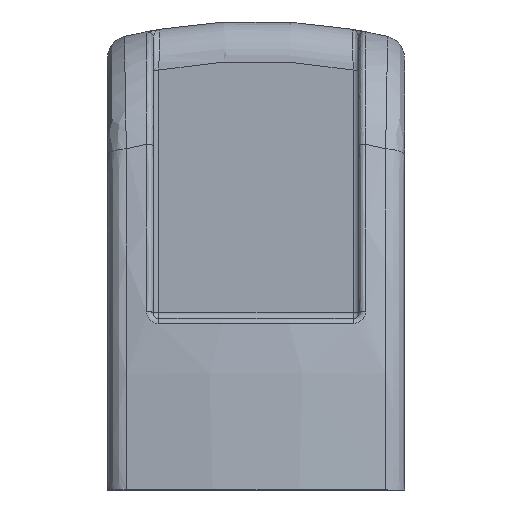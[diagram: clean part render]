
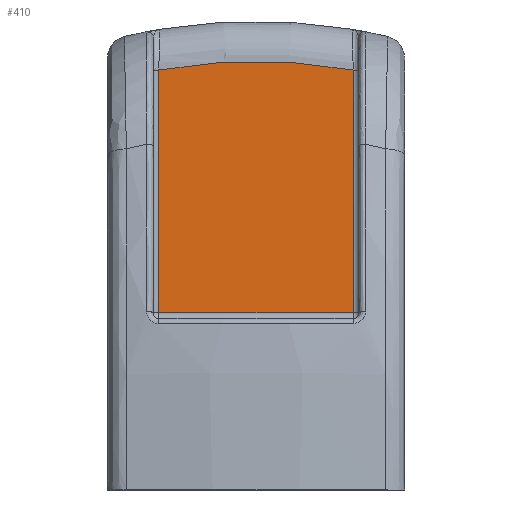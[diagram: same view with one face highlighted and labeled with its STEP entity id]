
A CAD part, left-side view. The second image highlights one B-rep face of the part: STEP entity #410.
In plain terms, the highlighted planar face has unit normal (-1, 0, 0).
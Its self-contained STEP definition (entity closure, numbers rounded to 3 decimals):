
#410 = ADVANCED_FACE( '', ( #843 ), #844, .T. );
#843 = FACE_OUTER_BOUND( '', #5324, .T. );
#844 = PLANE( '', #5325 );
#5324 = EDGE_LOOP( '', ( #6790, #6791, #6792, #6793 ) );
#5325 = AXIS2_PLACEMENT_3D( '', #6794, #6795, #6796 );
#6790 = ORIENTED_EDGE( '', *, *, #7050, .T. );
#6791 = ORIENTED_EDGE( '', *, *, #7329, .T. );
#6792 = ORIENTED_EDGE( '', *, *, #7019, .T. );
#6793 = ORIENTED_EDGE( '', *, *, #7339, .T. );
#6794 = CARTESIAN_POINT( '', ( -50., -9., 79.138 ) );
#6795 = DIRECTION( '', ( -1., 0., 0. ) );
#6796 = DIRECTION( '', ( 0., 0., 1. ) );
#7019 = EDGE_CURVE( '', #7574, #7575, #7576, .T. );
#7050 = EDGE_CURVE( '', #7583, #7628, #7630, .F. );
#7329 = EDGE_CURVE( '', #7628, #7574, #8012, .F. );
#7339 = EDGE_CURVE( '', #7575, #7583, #8022, .T. );
#7574 = VERTEX_POINT( '', #8703 );
#7575 = VERTEX_POINT( '', #8704 );
#7576 = CIRCLE( '', #8705, 46.5 );
#7583 = VERTEX_POINT( '', #8800 );
#7628 = VERTEX_POINT( '', #8959 );
#7630 = LINE( '', #8961, #8962 );
#8012 = LINE( '', #10906, #10907 );
#8022 = LINE( '', #10926, #10927 );
#8703 = CARTESIAN_POINT( '', ( -50., -8.5, 36.717 ) );
#8704 = CARTESIAN_POINT( '', ( -50., 8.5, 36.717 ) );
#8705 = AXIS2_PLACEMENT_3D( '', #11245, #11246, #11247 );
#8800 = CARTESIAN_POINT( '', ( -50., 8.5, 15.5 ) );
#8959 = CARTESIAN_POINT( '', ( -50., -8.5, 15.5 ) );
#8961 = CARTESIAN_POINT( '', ( -50., -9., 15.5 ) );
#8962 = VECTOR( '', #11292, 1000. );
#10906 = CARTESIAN_POINT( '', ( -50., -8.5, 36.621 ) );
#10907 = VECTOR( '', #11604, 1000. );
#10926 = CARTESIAN_POINT( '', ( -50., 8.5, 15. ) );
#10927 = VECTOR( '', #11608, 1000. );
#11245 = CARTESIAN_POINT( '', ( -50., 0., -9. ) );
#11246 = DIRECTION( '', ( -1., 0., 0. ) );
#11247 = DIRECTION( '', ( 0., 0., 1. ) );
#11292 = DIRECTION( '', ( 0., 1., 0. ) );
#11604 = DIRECTION( '', ( 0., 0., -1. ) );
#11608 = DIRECTION( '', ( 0., 0., -1. ) );
